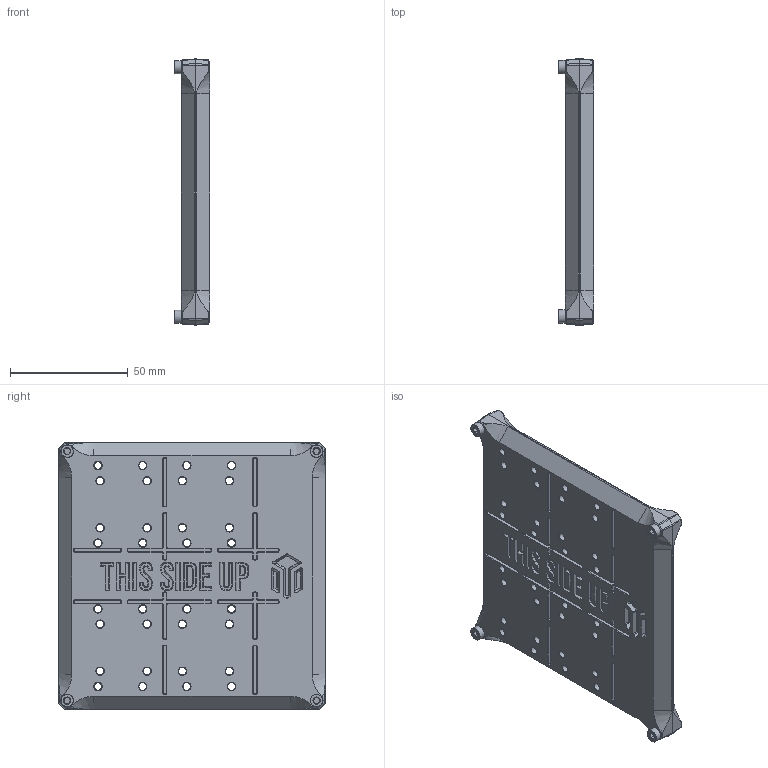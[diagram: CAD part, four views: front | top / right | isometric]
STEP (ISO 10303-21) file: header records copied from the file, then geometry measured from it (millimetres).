
FILE_DESCRIPTION(/* description */ ('STEP AP242','CAx-IF Rec.Pracs.---Representation and Presentation of Product Manufacturing Information (PMI)---4.0---2014-10-13','CAx-IF Rec.Pracs.---3D Tessellated Geometry---0.4---2014-09-14','2;1'),/* implementation_level */ '2;1');
FILE_NAME(/* name */ '6861b21c6b44134297247fac',/* time_stamp */ '2025-06-29T21:37:34Z',/* author */ (''),/* organization */ (''),/* preprocessor_version */ 'ST-DEVELOPER v20',/* originating_system */ 'ONSHAPE BY PTC INC, 1.200',/* authorisation */ ' ');
FILE_SCHEMA (('AP242_MANAGED_MODEL_BASED_3D_ENGINEERING_MIM_LF { 1 0 10303 442 1 1 4 }'));
Length unit declared in the file: metre
Products named in the file (11): Assembly 1; M3xD4.5x4 threaded insert_2; M3x12 SHCS; Steel Scoring Template Lower; Steel Scoring Template Upper
Assembly tree (10 placements, depth 2):
  Assembly 1
    M3xD4.5x4 threaded insert_2
    M3xD4.5x4 threaded insert_2
    M3x12 SHCS
    M3xD4.5x4 threaded insert_2
    M3x12 SHCS
    Steel Scoring Template Lower
    Steel Scoring Template Upper
    M3xD4.5x4 threaded insert_2
    M3x12 SHCS
    M3x12 SHCS
Bounding box: 15 x 113.25 x 113.25 mm (x, y, z)
Volume: 127026.4 mm3; surface area: 61818 mm2
Topology: 10 solids, 10 shells, 1196 faces, 3047 edges, 1915 vertices
Faces by surface type: plane 528, cone 298, cylinder 200, bspline 166, torus 4
Full cylindrical faces by diameter (mm): 2.9 x4, 3 x4, 3.2 x72, 4.1 x4, 4.2 x4, 4.25 x4, 4.5 x4, 5.5 x4
Entity records: 36635 total; most frequent: CARTESIAN_POINT 9192, ORIENTED_EDGE 5538, DIRECTION 5144, EDGE_CURVE 2769, VERTEX_POINT 1880, AXIS2_PLACEMENT_3D 1753, EDGE_LOOP 1655, FACE_BOUND 1655
